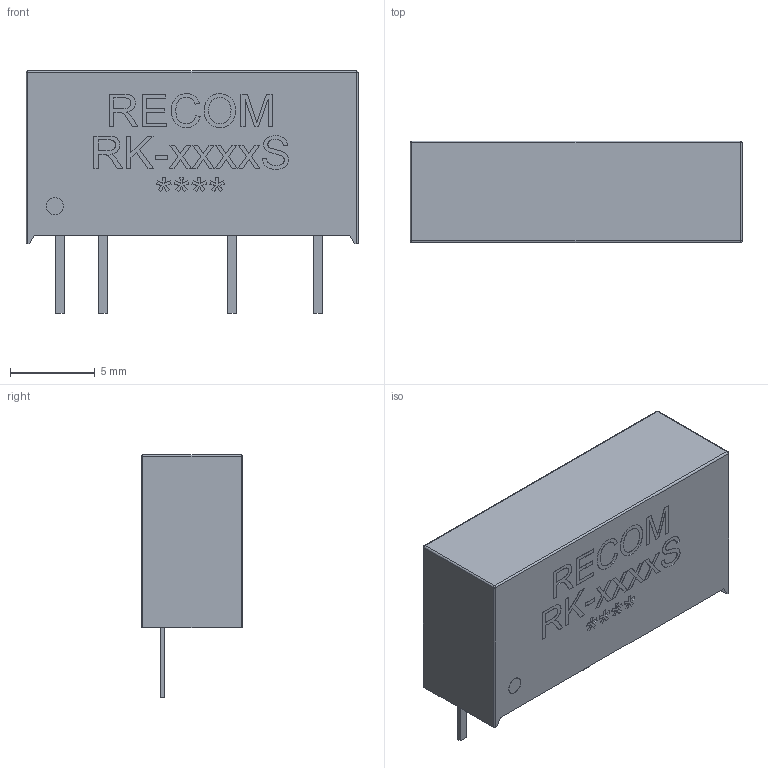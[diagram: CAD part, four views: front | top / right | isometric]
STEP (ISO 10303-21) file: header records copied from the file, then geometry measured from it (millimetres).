
FILE_DESCRIPTION( ( 'Unknown' ), '1' );
FILE_NAME( 'SIP7-57_RK-S.stp', 'Unknown', ( 'Unknown' ), ( 'Unknown' ), 'XStep 1.0', 'Unknown', ' ' );
FILE_SCHEMA( ( 'automotive_design' ) );
Length unit declared in the file: millimetre
Products named in the file (1): 1
Bounding box: 19.6 x 6 x 14.3 mm (x, y, z)
Volume: 1143.4 mm3; surface area: 768.3 mm2
Topology: 1 solids, 1 shells, 241 faces, 634 edges, 416 vertices
Faces by surface type: plane 160, extrusion 68, cylinder 9, sphere 4
Full cylindrical faces by diameter (mm): 1 x1
Entity records: 10587 total; most frequent: CARTESIAN_POINT 3405, ORIENTED_EDGE 1254, DIRECTION 707, EDGE_CURVE 627, B_SPLINE_CURVE_WITH_KNOTS 422, VERTEX_POINT 416, VECTOR 323, EDGE_LOOP 269
